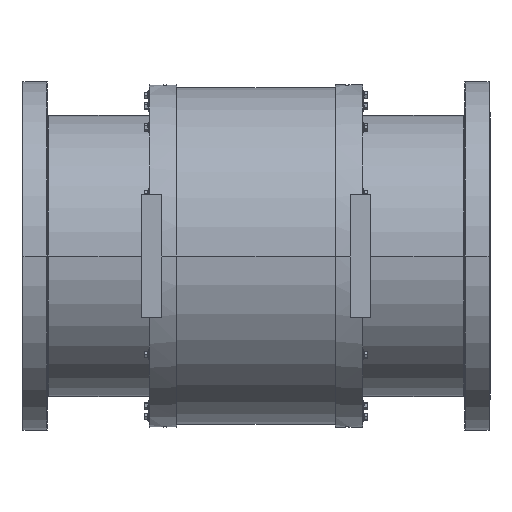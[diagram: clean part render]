
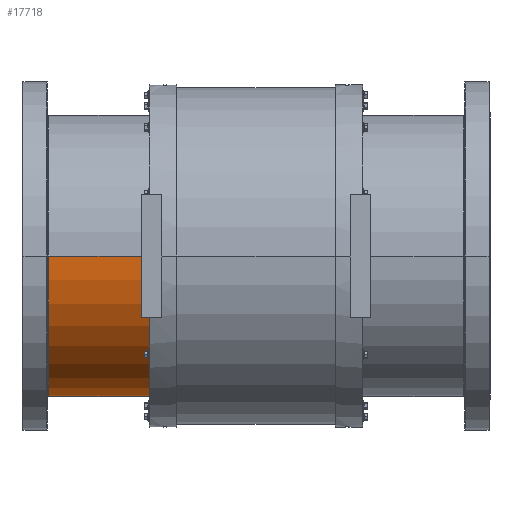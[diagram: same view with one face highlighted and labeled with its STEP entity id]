
A CAD part, front view. The second image highlights one B-rep face of the part: STEP entity #17718.
In plain terms, the highlighted cylindrical face has radius 458 mm (diameter 916 mm), a partial arc.
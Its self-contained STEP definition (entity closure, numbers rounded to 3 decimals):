
#122 = ORIENTED_EDGE ( 'NONE', *, *, #25987, .T. ) ;
#1128 = VECTOR ( 'NONE', #3601, 1000. ) ;
#1759 = DIRECTION ( 'NONE',  ( 1., 0., 0. ) ) ;
#1858 = VERTEX_POINT ( 'NONE', #14152 ) ;
#1936 = DIRECTION ( 'NONE',  ( 0., 0., 1. ) ) ;
#2985 = ORIENTED_EDGE ( 'NONE', *, *, #21225, .F. ) ;
#3601 = DIRECTION ( 'NONE',  ( -1., 0., 0. ) ) ;
#4231 = CYLINDRICAL_SURFACE ( 'NONE', #16040, 458. ) ;
#4594 = CIRCLE ( 'NONE', #23700, 458. ) ;
#5062 = VERTEX_POINT ( 'NONE', #16779 ) ;
#5205 = CIRCLE ( 'NONE', #14096, 458. ) ;
#6092 = DIRECTION ( 'NONE',  ( 0., -1., 0. ) ) ;
#6231 = CARTESIAN_POINT ( 'NONE',  ( -347.5, -458., 0. ) ) ;
#6234 = CARTESIAN_POINT ( 'NONE',  ( -675., 0., 0. ) ) ;
#6343 = FACE_OUTER_BOUND ( 'NONE', #14457, .T. ) ;
#8396 = VERTEX_POINT ( 'NONE', #6231 ) ;
#9276 = VECTOR ( 'NONE', #23172, 1000. ) ;
#9508 = EDGE_CURVE ( 'NONE', #5062, #27188, #5205, .T. ) ;
#10136 = LINE ( 'NONE', #18078, #1128 ) ;
#12693 = CARTESIAN_POINT ( 'NONE',  ( -675., 458., 0. ) ) ;
#14063 = DIRECTION ( 'NONE',  ( -1., 0., 0. ) ) ;
#14096 = AXIS2_PLACEMENT_3D ( 'NONE', #6234, #1759, #6092 ) ;
#14152 = CARTESIAN_POINT ( 'NONE',  ( -347.5, 458., 0. ) ) ;
#14457 = EDGE_LOOP ( 'NONE', ( #2985, #22056, #122, #16432 ) ) ;
#14672 = CARTESIAN_POINT ( 'NONE',  ( -762., 458., 0. ) ) ;
#16040 = AXIS2_PLACEMENT_3D ( 'NONE', #17316, #25684, #25417 ) ;
#16432 = ORIENTED_EDGE ( 'NONE', *, *, #9508, .T. ) ;
#16546 = EDGE_CURVE ( 'NONE', #1858, #8396, #4594, .T. ) ;
#16779 = CARTESIAN_POINT ( 'NONE',  ( -675., -458., 0. ) ) ;
#17316 = CARTESIAN_POINT ( 'NONE',  ( -762., 0., 0. ) ) ;
#17718 = ADVANCED_FACE ( 'NONE', ( #6343 ), #4231, .T. ) ;
#18078 = CARTESIAN_POINT ( 'NONE',  ( -762., -458., 0. ) ) ;
#21225 = EDGE_CURVE ( 'NONE', #1858, #27188, #25265, .T. ) ;
#22056 = ORIENTED_EDGE ( 'NONE', *, *, #16546, .T. ) ;
#23172 = DIRECTION ( 'NONE',  ( -1., 0., 0. ) ) ;
#23700 = AXIS2_PLACEMENT_3D ( 'NONE', #24661, #14063, #1936 ) ;
#24661 = CARTESIAN_POINT ( 'NONE',  ( -347.5, 0., 0. ) ) ;
#25265 = LINE ( 'NONE', #14672, #9276 ) ;
#25417 = DIRECTION ( 'NONE',  ( 0., -1., 0. ) ) ;
#25684 = DIRECTION ( 'NONE',  ( -1., 0., 0. ) ) ;
#25987 = EDGE_CURVE ( 'NONE', #8396, #5062, #10136, .T. ) ;
#27188 = VERTEX_POINT ( 'NONE', #12693 ) ;
